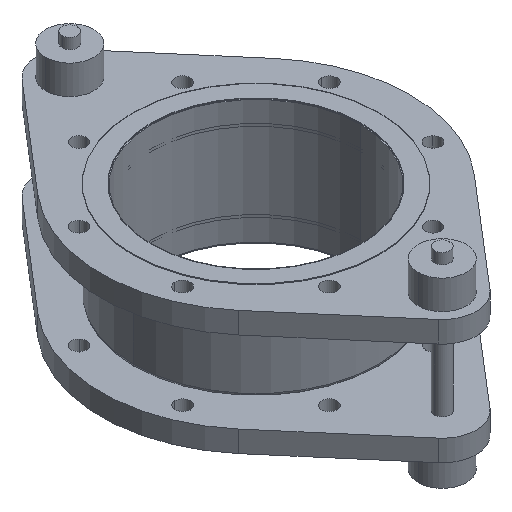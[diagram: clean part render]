
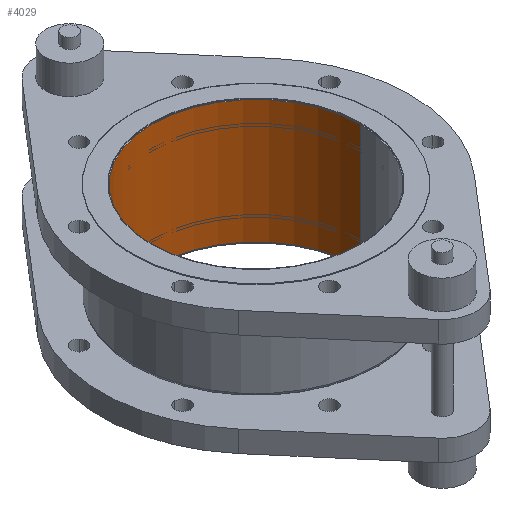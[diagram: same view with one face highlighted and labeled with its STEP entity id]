
A CAD part, isometric view. The second image highlights one B-rep face of the part: STEP entity #4029.
In plain terms, the highlighted cylindrical face has radius 107.5 mm (diameter 215 mm), a partial arc.
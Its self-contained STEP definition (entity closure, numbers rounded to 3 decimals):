
#264 = LINE ( 'NONE', #5058, #20945 ) ;
#2440 = EDGE_CURVE ( 'NONE', #25722, #25532, #10178, .T. ) ;
#3913 = DIRECTION ( 'NONE',  ( 1., 0., 0. ) ) ;
#4029 = ADVANCED_FACE ( 'NONE', ( #4215 ), #20862, .F. ) ;
#4215 = FACE_OUTER_BOUND ( 'NONE', #26499, .T. ) ;
#5058 = CARTESIAN_POINT ( 'NONE',  ( -107.5, 0., 10.973 ) ) ;
#6633 = VERTEX_POINT ( 'NONE', #13141 ) ;
#7073 = CARTESIAN_POINT ( 'NONE',  ( 0., 0., 0. ) ) ;
#8073 = AXIS2_PLACEMENT_3D ( 'NONE', #23417, #21175, #3913 ) ;
#8092 = ORIENTED_EDGE ( 'NONE', *, *, #2440, .T. ) ;
#8280 = DIRECTION ( 'NONE',  ( 1., 0., 0. ) ) ;
#10178 = LINE ( 'NONE', #21857, #22091 ) ;
#10714 = ORIENTED_EDGE ( 'NONE', *, *, #18747, .F. ) ;
#11086 = AXIS2_PLACEMENT_3D ( 'NONE', #7073, #16852, #26578 ) ;
#13141 = CARTESIAN_POINT ( 'NONE',  ( -107.5, 0., -128.2 ) ) ;
#13208 = CARTESIAN_POINT ( 'NONE',  ( -107.5, 0., 0. ) ) ;
#14832 = VERTEX_POINT ( 'NONE', #13208 ) ;
#15715 = ORIENTED_EDGE ( 'NONE', *, *, #22432, .F. ) ;
#16852 = DIRECTION ( 'NONE',  ( 0., 0., 1. ) ) ;
#17705 = DIRECTION ( 'NONE',  ( 0., 0., 1. ) ) ;
#18747 = EDGE_CURVE ( 'NONE', #6633, #14832, #264, .T. ) ;
#18767 = AXIS2_PLACEMENT_3D ( 'NONE', #20426, #30189, #8280 ) ;
#20426 = CARTESIAN_POINT ( 'NONE',  ( 0., 0., -128.2 ) ) ;
#20788 = CIRCLE ( 'NONE', #18767, 107.5 ) ;
#20862 = CYLINDRICAL_SURFACE ( 'NONE', #8073, 107.5 ) ;
#20945 = VECTOR ( 'NONE', #17705, 1000. ) ;
#21175 = DIRECTION ( 'NONE',  ( 0., 0., 1. ) ) ;
#21501 = EDGE_CURVE ( 'NONE', #25532, #14832, #24833, .T. ) ;
#21857 = CARTESIAN_POINT ( 'NONE',  ( 107.5, 0., 10.973 ) ) ;
#22091 = VECTOR ( 'NONE', #31629, 1000. ) ;
#22432 = EDGE_CURVE ( 'NONE', #25722, #6633, #20788, .T. ) ;
#23144 = ORIENTED_EDGE ( 'NONE', *, *, #21501, .T. ) ;
#23417 = CARTESIAN_POINT ( 'NONE',  ( 0., 0., 10.973 ) ) ;
#24833 = CIRCLE ( 'NONE', #11086, 107.5 ) ;
#25532 = VERTEX_POINT ( 'NONE', #30622 ) ;
#25722 = VERTEX_POINT ( 'NONE', #26426 ) ;
#26426 = CARTESIAN_POINT ( 'NONE',  ( 107.5, 0., -128.2 ) ) ;
#26499 = EDGE_LOOP ( 'NONE', ( #10714, #15715, #8092, #23144 ) ) ;
#26578 = DIRECTION ( 'NONE',  ( 1., 0., 0. ) ) ;
#30189 = DIRECTION ( 'NONE',  ( 0., 0., 1. ) ) ;
#30622 = CARTESIAN_POINT ( 'NONE',  ( 107.5, 0., 0. ) ) ;
#31629 = DIRECTION ( 'NONE',  ( 0., 0., 1. ) ) ;
